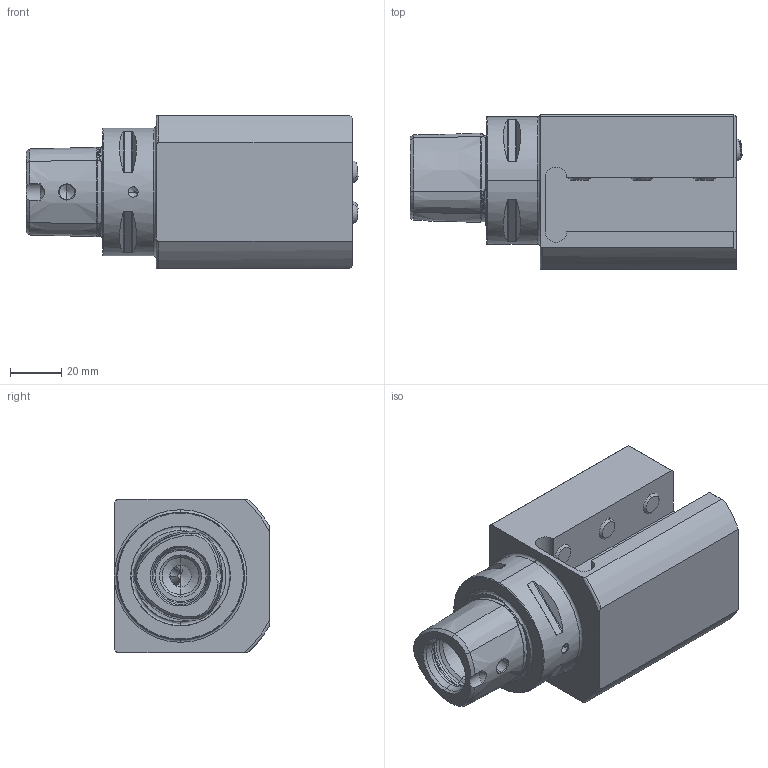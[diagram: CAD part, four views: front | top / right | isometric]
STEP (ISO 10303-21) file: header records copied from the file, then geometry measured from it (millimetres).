
FILE_DESCRIPTION (( 'STEP AP203' ), '1' );
FILE_NAME ('PS5-V20.R21.098.STEP', '2012-05-08T09:23:27', ( 'baer' ), ( 'Hewlett-Packard Company' ), 'SwSTEP 2.0', 'SolidWorks 2012', '' );
FILE_SCHEMA (( 'CONFIG_CONTROL_DESIGN' ));
Length unit declared in the file: millimetre
Products named in the file (6): PS5-V20.R21.098; KU1-U12.001.010; KU1-U12.001.010_2; KU1-U12.001.010_1; ISO 4026 - M10 x 25; PS5-V20.R21.098_A
Assembly tree (11 placements, depth 3):
  PS5-V20.R21.098
    PS5-V20.R21.098_A
    ISO 4026 - M10 x 25  x6
    KU1-U12.001.010  x2
      KU1-U12.001.010_1
      KU1-U12.001.010_2
Bounding box: 130.19 x 61 x 60 mm (x, y, z)
Volume: 264057.7 mm3; surface area: 54175.5 mm2
Topology: 11 solids, 11 shells, 320 faces, 767 edges, 467 vertices
Faces by surface type: plane 103, cone 94, cylinder 81, torus 34, sphere 8
Entity records: 8020 total; most frequent: CARTESIAN_POINT 1909, DIRECTION 1172, ORIENTED_EDGE 1082, EDGE_CURVE 541, AXIS2_PLACEMENT_3D 477, VERTEX_POINT 331, EDGE_LOOP 260, CIRCLE 234
